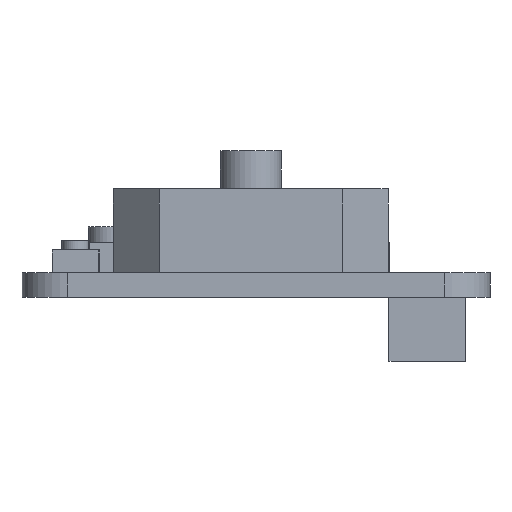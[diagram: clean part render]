
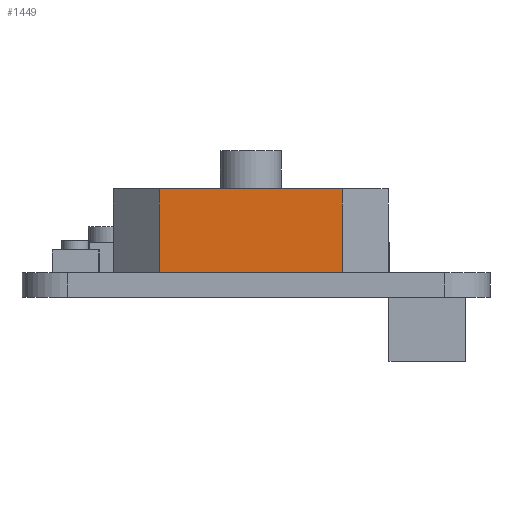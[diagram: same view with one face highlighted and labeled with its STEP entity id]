
A CAD part, left-side view. The second image highlights one B-rep face of the part: STEP entity #1449.
In plain terms, the highlighted planar face has unit normal (-1, 0, 0).
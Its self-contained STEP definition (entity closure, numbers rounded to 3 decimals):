
#125=FACE_OUTER_BOUND('',#216,.T.);
#216=EDGE_LOOP('',(#1058,#1059,#1060,#1061));
#356=LINE('',#2195,#518);
#357=LINE('',#2198,#519);
#358=LINE('',#2200,#520);
#359=LINE('',#2201,#521);
#518=VECTOR('',#1776,10.);
#519=VECTOR('',#1779,10.);
#520=VECTOR('',#1780,10.);
#521=VECTOR('',#1781,10.);
#667=VERTEX_POINT('',#2191);
#668=VERTEX_POINT('',#2193);
#669=VERTEX_POINT('',#2197);
#670=VERTEX_POINT('',#2199);
#820=EDGE_CURVE('',#667,#668,#356,.T.);
#821=EDGE_CURVE('',#667,#669,#357,.T.);
#822=EDGE_CURVE('',#670,#668,#358,.T.);
#823=EDGE_CURVE('',#669,#670,#359,.T.);
#1058=ORIENTED_EDGE('',*,*,#821,.F.);
#1059=ORIENTED_EDGE('',*,*,#820,.T.);
#1060=ORIENTED_EDGE('',*,*,#822,.F.);
#1061=ORIENTED_EDGE('',*,*,#823,.F.);
#1375=PLANE('',#1559);
#1449=ADVANCED_FACE('',(#125),#1375,.T.);
#1559=AXIS2_PLACEMENT_3D('',#2196,#1777,#1778);
#1776=DIRECTION('',(0.,0.,1.));
#1777=DIRECTION('center_axis',(-1.,0.,0.));
#1778=DIRECTION('ref_axis',(0.,-1.,0.));
#1779=DIRECTION('',(0.,1.,0.));
#1780=DIRECTION('',(0.,-1.,0.));
#1781=DIRECTION('',(0.,0.,1.));
#2191=CARTESIAN_POINT('',(2.47,9.674,1.6));
#2193=CARTESIAN_POINT('',(2.47,9.674,7.1));
#2195=CARTESIAN_POINT('',(2.47,9.674,1.6));
#2196=CARTESIAN_POINT('Origin',(2.47,21.674,1.6));
#2197=CARTESIAN_POINT('',(2.47,21.674,1.6));
#2198=CARTESIAN_POINT('',(2.47,18.502,1.6));
#2199=CARTESIAN_POINT('',(2.47,21.674,7.1));
#2200=CARTESIAN_POINT('',(2.47,18.674,7.1));
#2201=CARTESIAN_POINT('',(2.47,21.674,1.6));
